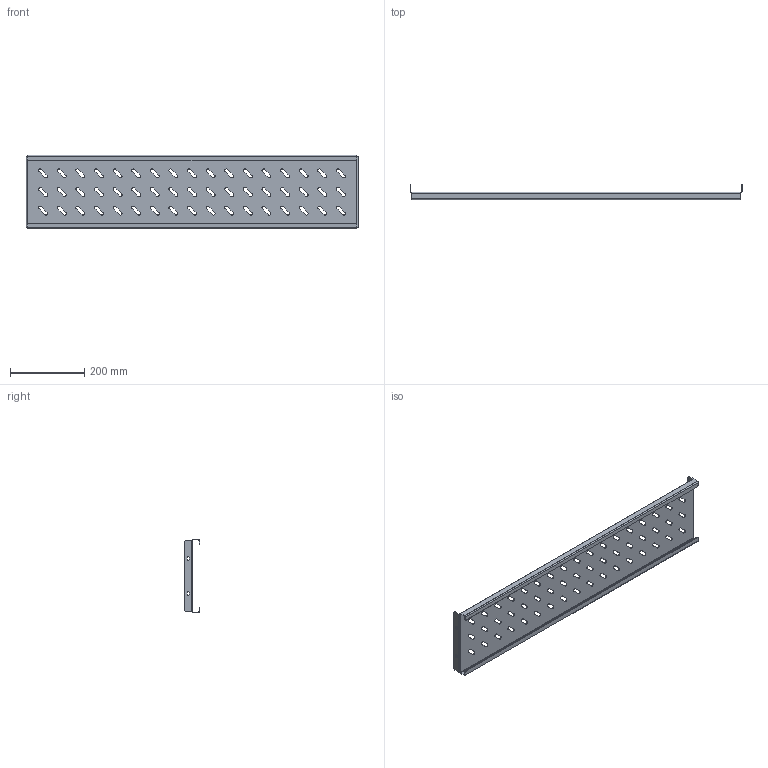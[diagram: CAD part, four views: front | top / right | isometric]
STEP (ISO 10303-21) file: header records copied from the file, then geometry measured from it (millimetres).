
FILE_DESCRIPTION (( 'STEP AP214' ), '1' );
FILE_NAME ('945.204.STEP', '2024-09-23T06:45:01', ( '' ), ( '' ), 'SwSTEP 2.0', 'SolidWorks 2021', '' );
FILE_SCHEMA (( 'AUTOMOTIVE_DESIGN' ));
Length unit declared in the file: millimetre
Products named in the file (1): 945.204
Bounding box: 892 x 41 x 197 mm (x, y, z)
Volume: 335965 mm3; surface area: 457049.7 mm2
Topology: 1 solids, 1 shells, 323 faces, 935 edges, 614 vertices
Faces by surface type: cylinder 181, plane 142
Entity records: 10981 total; most frequent: DIRECTION 1945, CARTESIAN_POINT 1873, ORIENTED_EDGE 1870, EDGE_CURVE 935, AXIS2_PLACEMENT_3D 686, VERTEX_POINT 614, VECTOR 573, LINE 573
